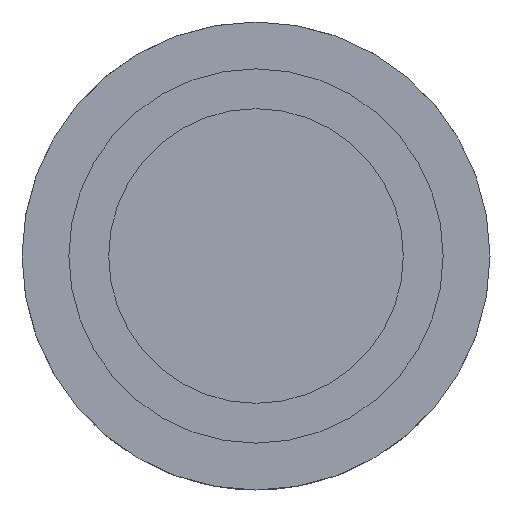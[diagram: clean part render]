
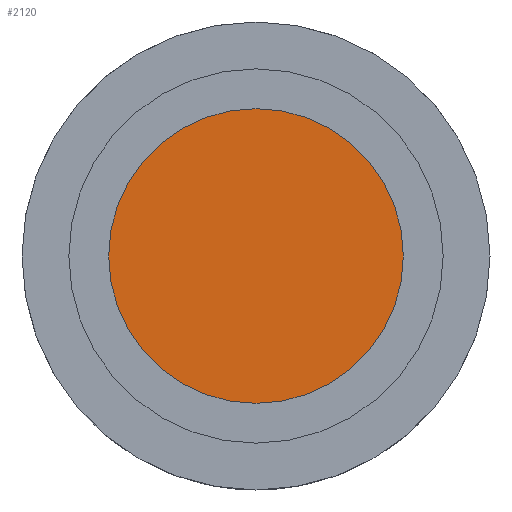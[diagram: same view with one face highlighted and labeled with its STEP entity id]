
A CAD part, front view. The second image highlights one B-rep face of the part: STEP entity #2120.
In plain terms, the highlighted planar face has unit normal (0, -1, 0).
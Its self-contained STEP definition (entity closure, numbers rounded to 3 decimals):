
#2050 = CYLINDRICAL_SURFACE('',#2051,2.5);
#2051 = AXIS2_PLACEMENT_3D('',#2052,#2053,#2054);
#2052 = CARTESIAN_POINT('',(0.,-7.6,0.));
#2053 = DIRECTION('',(0.,-1.,0.));
#2054 = DIRECTION('',(1.,0.,0.));
#2066 = VERTEX_POINT('',#2067);
#2067 = CARTESIAN_POINT('',(2.5,-4.6,0.));
#2088 = EDGE_CURVE('',#2066,#2066,#2089,.T.);
#2089 = SURFACE_CURVE('',#2090,(#2095,#2102),.PCURVE_S1.);
#2090 = CIRCLE('',#2091,2.5);
#2091 = AXIS2_PLACEMENT_3D('',#2092,#2093,#2094);
#2092 = CARTESIAN_POINT('',(0.,-4.6,0.)
  );
#2093 = DIRECTION('',(0.,-1.,0.));
#2094 = DIRECTION('',(1.,0.,0.));
#2095 = PCURVE('',#2050,#2096);
#2096 = DEFINITIONAL_REPRESENTATION('',(#2097),#2101);
#2097 = LINE('',#2098,#2099);
#2098 = CARTESIAN_POINT('',(0.,-3.));
#2099 = VECTOR('',#2100,1.);
#2100 = DIRECTION('',(1.,0.));
#2101 = ( GEOMETRIC_REPRESENTATION_CONTEXT(2) 
PARAMETRIC_REPRESENTATION_CONTEXT() REPRESENTATION_CONTEXT('2D SPACE',''
  ) );
#2102 = PCURVE('',#2103,#2108);
#2103 = PLANE('',#2104);
#2104 = AXIS2_PLACEMENT_3D('',#2105,#2106,#2107);
#2105 = CARTESIAN_POINT('',(0.,-4.6,0.)
  );
#2106 = DIRECTION('',(0.,1.,0.));
#2107 = DIRECTION('',(0.,0.,1.));
#2108 = DEFINITIONAL_REPRESENTATION('',(#2109),#2117);
#2109 = ( BOUNDED_CURVE() B_SPLINE_CURVE(2,(#2110,#2111,#2112,#2113,
#2114,#2115,#2116),.UNSPECIFIED.,.T.,.F.) B_SPLINE_CURVE_WITH_KNOTS((1,2
    ,2,2,2,1),(-2.094,0.,2.094,4.189,
6.283,8.378),.UNSPECIFIED.) CURVE() 
GEOMETRIC_REPRESENTATION_ITEM() RATIONAL_B_SPLINE_CURVE((1.,0.5,1.,0.5,
1.,0.5,1.)) REPRESENTATION_ITEM('') );
#2110 = CARTESIAN_POINT('',(0.,2.5));
#2111 = CARTESIAN_POINT('',(4.33,2.5));
#2112 = CARTESIAN_POINT('',(2.165,-1.25));
#2113 = CARTESIAN_POINT('',(0.,-5.));
#2114 = CARTESIAN_POINT('',(-2.165,-1.25));
#2115 = CARTESIAN_POINT('',(-4.33,2.5));
#2116 = CARTESIAN_POINT('',(0.,2.5));
#2117 = ( GEOMETRIC_REPRESENTATION_CONTEXT(2) 
PARAMETRIC_REPRESENTATION_CONTEXT() REPRESENTATION_CONTEXT('2D SPACE',''
  ) );
#2120 = ADVANCED_FACE('',(#2121),#2103,.F.);
#2121 = FACE_BOUND('',#2122,.T.);
#2122 = EDGE_LOOP('',(#2123));
#2123 = ORIENTED_EDGE('',*,*,#2088,.T.);
